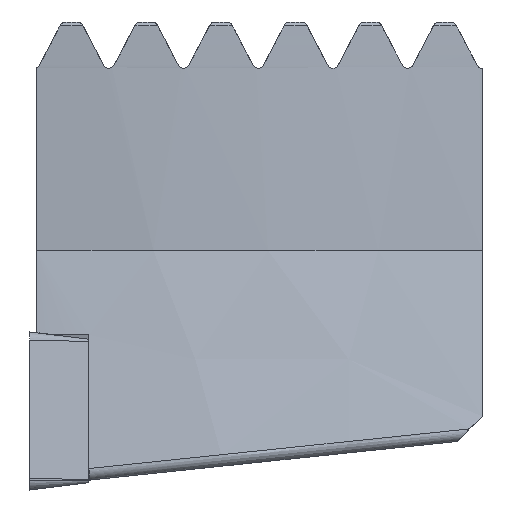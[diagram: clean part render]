
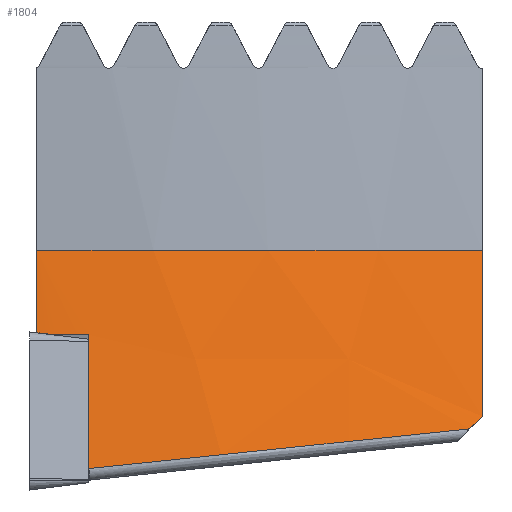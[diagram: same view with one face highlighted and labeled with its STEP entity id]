
A CAD part, left-side view. The second image highlights one B-rep face of the part: STEP entity #1804.
In plain terms, the highlighted conical face has half-angle 10 degrees and reference radius 70 mm.
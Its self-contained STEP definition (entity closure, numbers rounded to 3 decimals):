
#1362=EDGE_CURVE('NONE',#2368,#3472,#3889,.F.);
#1572=VERTEX_POINT('NONE',#4119);
#1712=VERTEX_POINT('NONE',#4271);
#1804=ADVANCED_FACE('NONE',(#4375),#4376,.T.);
#1856=EDGE_CURVE('NONE',#2628,#1572,#4436,.F.);
#2152=EDGE_CURVE('NONE',#1712,#3472,#4751,.F.);
#2312=EDGE_CURVE('NONE',#2944,#1572,#4928,.T.);
#2368=VERTEX_POINT('NONE',#4988);
#2628=VERTEX_POINT('NONE',#5268);
#2776=VERTEX_POINT('NONE',#5429);
#2838=EDGE_CURVE('NONE',#1712,#2890,#5497,.T.);
#2888=EDGE_CURVE('NONE',#3528,#2944,#5553,.T.);
#2890=VERTEX_POINT('NONE',#5555);
#2944=VERTEX_POINT('NONE',#5615);
#3038=EDGE_CURVE('NONE',#2890,#2776,#5718,.F.);
#3172=EDGE_CURVE('NONE',#3528,#2368,#5867,.T.);
#3472=VERTEX_POINT('NONE',#6196);
#3528=VERTEX_POINT('NONE',#6260);
#3774=EDGE_CURVE('NONE',#2628,#2776,#6527,.T.);
#3889=LINE('',#6665,#6666);
#4119=CARTESIAN_POINT('',(1.045,-4.76,1.73));
#4271=CARTESIAN_POINT('',(13.967,-36.36,19.242));
#4375=FACE_OUTER_BOUND('',#7412,.T.);
#4376=CONICAL_SURFACE('',#7413,70.0,0.175);
#4436=CIRCLE('',#7503,73.088);
#4751=CIRCLE('',#8135,70.0);
#4928=(B_SPLINE_CURVE(2,(#8450,#8451,#8452),.UNSPECIFIED.,.F.,.F.)B_SPLINE_CURVE_WITH_KNOTS((3,3),(1.302,12.203),.UNSPECIFIED.)RATIONAL_B_SPLINE_CURVE((1.,1.,1.))BOUNDED_CURVE()REPRESENTATION_ITEM('')GEOMETRIC_REPRESENTATION_ITEM()CURVE());
#4988=CARTESIAN_POINT('',(2.835,-0.56,12.636));
#5268=CARTESIAN_POINT('',(1.045,-4.766,1.73));
#5429=CARTESIAN_POINT('',(10.482,-35.369,4.912));
#5497=(B_SPLINE_CURVE(2,(#10245,#10246,#10247),.UNSPECIFIED.,.F.,.F.)B_SPLINE_CURVE_WITH_KNOTS((3,3),(1.321,14.936),.UNSPECIFIED.)RATIONAL_B_SPLINE_CURVE((1.,1.,1.))BOUNDED_CURVE()REPRESENTATION_ITEM('')GEOMETRIC_REPRESENTATION_ITEM()CURVE());
#5553=CIRCLE('',#10332,71.195);
#5555=CARTESIAN_POINT('',(11.24,-36.36,5.903));
#5615=CARTESIAN_POINT('',(2.941,-4.76,12.465));
#5718=ELLIPSE('',#10593,114.87,79.953);
#5867=ELLIPSE('',#10810,71.65,71.175);
#6196=CARTESIAN_POINT('',(4.,-0.56,19.242));
#6260=CARTESIAN_POINT('',(2.825,-2.06,12.465));
#6527=B_SPLINE_CURVE_WITH_KNOTS('',3,(#11928,#11929,#11930,#11931,#11932,#11933,#11934,#11935,#11936,#11937,#11938,#11939,#11940),.UNSPECIFIED.,.F.,.F.,(4,3,3,3,4),(0.0,0.2,0.793,0.833,1.0),.UNSPECIFIED.);
#6665=CARTESIAN_POINT('',(3.418,-0.56,15.939));
#6666=VECTOR('',#12094,1.0);
#7412=EDGE_LOOP('',(#12636,#12637,#12638,#12639,#12640,#12641,#12642,#12643,#12644));
#7413=AXIS2_PLACEMENT_3D('',#12645,#12646,#12647);
#7503=AXIS2_PLACEMENT_3D('',#12720,#12721,#12722);
#8135=AXIS2_PLACEMENT_3D('',#13017,#13018,#13019);
#8450=CARTESIAN_POINT('',(2.941,-4.76,12.465));
#8451=CARTESIAN_POINT('',(2.005,-4.76,7.169));
#8452=CARTESIAN_POINT('',(1.045,-4.76,1.73));
#10245=CARTESIAN_POINT('',(13.967,-36.36,19.242));
#10246=CARTESIAN_POINT('',(12.626,-36.36,12.721));
#10247=CARTESIAN_POINT('',(11.24,-36.36,5.903));
#10332=AXIS2_PLACEMENT_3D('',#13931,#13932,#13933);
#10593=AXIS2_PLACEMENT_3D('',#14117,#14118,#14119);
#10810=AXIS2_PLACEMENT_3D('',#14294,#14295,#14296);
#11928=CARTESIAN_POINT('',(1.045,-4.766,1.73));
#11929=CARTESIAN_POINT('',(1.214,-6.91,1.953));
#11930=CARTESIAN_POINT('',(1.477,-9.048,2.176));
#11931=CARTESIAN_POINT('',(1.835,-11.17,2.396));
#11932=CARTESIAN_POINT('',(2.893,-17.456,3.05));
#11933=CARTESIAN_POINT('',(4.777,-23.604,3.689));
#11934=CARTESIAN_POINT('',(7.425,-29.408,4.292));
#11935=CARTESIAN_POINT('',(7.608,-29.809,4.334));
#11936=CARTESIAN_POINT('',(7.794,-30.207,4.375));
#11937=CARTESIAN_POINT('',(7.984,-30.605,4.417));
#11938=CARTESIAN_POINT('',(8.758,-32.223,4.585));
#11939=CARTESIAN_POINT('',(9.592,-33.813,4.75));
#11940=CARTESIAN_POINT('',(10.482,-35.369,4.912));
#12094=DIRECTION('',(-0.174,0.,-0.985));
#12636=ORIENTED_EDGE('',*,*,#3038,.F.);
#12637=ORIENTED_EDGE('',*,*,#2838,.F.);
#12638=ORIENTED_EDGE('',*,*,#2152,.T.);
#12639=ORIENTED_EDGE('',*,*,#1362,.F.);
#12640=ORIENTED_EDGE('',*,*,#3172,.F.);
#12641=ORIENTED_EDGE('',*,*,#2888,.T.);
#12642=ORIENTED_EDGE('',*,*,#2312,.T.);
#12643=ORIENTED_EDGE('',*,*,#1856,.F.);
#12644=ORIENTED_EDGE('',*,*,#3774,.T.);
#12645=CARTESIAN_POINT('',(74.0,-0.36,19.242));
#12646=DIRECTION('',(0.,0.,-1.0));
#12647=DIRECTION('',(0.,1.0,0.));
#12720=CARTESIAN_POINT('',(74.0,-0.36,1.73));
#12721=DIRECTION('',(0.,0.,1.0));
#12722=DIRECTION('',(0.,1.0,0.));
#13017=CARTESIAN_POINT('',(74.0,-0.36,19.242));
#13018=DIRECTION('',(0.,0.,1.0));
#13019=DIRECTION('',(0.,1.0,0.));
#13931=CARTESIAN_POINT('',(74.0,-0.36,12.465));
#13932=DIRECTION('',(0.,0.,1.0));
#13933=DIRECTION('',(0.,1.0,0.));
#14117=CARTESIAN_POINT('',(74.0,13.962,-44.42));
#14118=DIRECTION('',(0.0,0.707,0.707));
#14119=DIRECTION('',(0.,-0.707,0.707));
#14294=CARTESIAN_POINT('',(74.,-1.79,12.496));
#14295=DIRECTION('',(0.,0.113,-0.994));
#14296=DIRECTION('',(0.,-0.994,-0.113));
